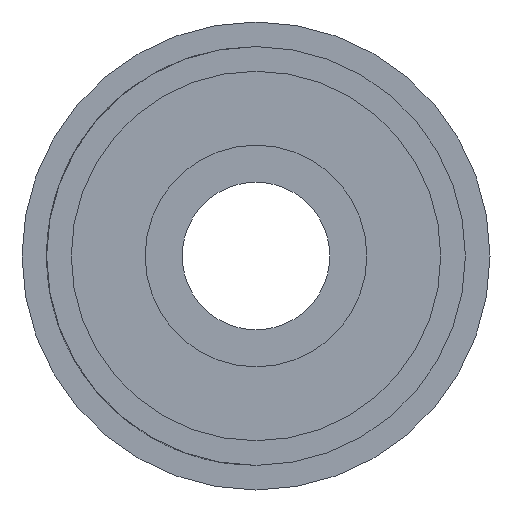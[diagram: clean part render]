
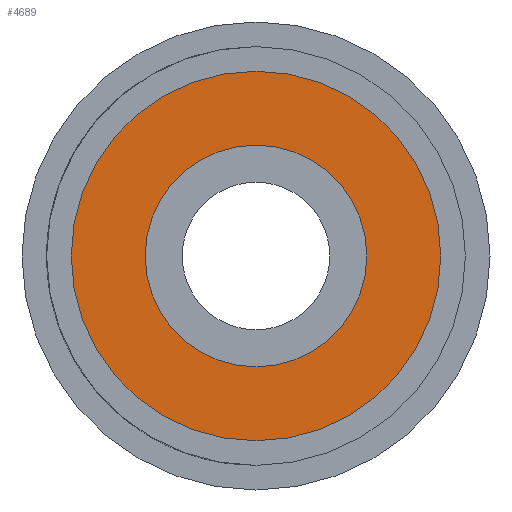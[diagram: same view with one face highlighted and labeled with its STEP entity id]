
A CAD part, left-side view. The second image highlights one B-rep face of the part: STEP entity #4689.
In plain terms, the highlighted planar face has unit normal (-1, 0, 0).
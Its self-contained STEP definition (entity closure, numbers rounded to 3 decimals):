
#178 = EDGE_CURVE ( 'NONE', #8820, #598, #4990, .T. ) ;
#598 = VERTEX_POINT ( 'NONE', #8721 ) ;
#630 = CIRCLE ( 'NONE', #2232, 4.5 ) ;
#707 = FACE_OUTER_BOUND ( 'NONE', #2286, .T. ) ;
#1096 = DIRECTION ( 'NONE',  ( -1., 0., 0. ) ) ;
#1137 = DIRECTION ( 'NONE',  ( -1., 0., 0. ) ) ;
#1536 = PLANE ( 'NONE',  #2808 ) ;
#1844 = DIRECTION ( 'NONE',  ( 0., 0., 1. ) ) ;
#2016 = EDGE_CURVE ( 'NONE', #598, #8820, #6594, .T. ) ;
#2232 = AXIS2_PLACEMENT_3D ( 'NONE', #8107, #3244, #1844 ) ;
#2273 = ORIENTED_EDGE ( 'NONE', *, *, #8666, .F. ) ;
#2286 = EDGE_LOOP ( 'NONE', ( #6105, #3018 ) ) ;
#2808 = AXIS2_PLACEMENT_3D ( 'NONE', #5672, #4287, #2845 ) ;
#2845 = DIRECTION ( 'NONE',  ( 0., 0., -1. ) ) ;
#3018 = ORIENTED_EDGE ( 'NONE', *, *, #2016, .T. ) ;
#3244 = DIRECTION ( 'NONE',  ( -1., 0., 0. ) ) ;
#3267 = CARTESIAN_POINT ( 'NONE',  ( 0., 0., 0. ) ) ;
#3551 = DIRECTION ( 'NONE',  ( 0., 0., 1. ) ) ;
#4028 = CARTESIAN_POINT ( 'NONE',  ( 0., 0., 0. ) ) ;
#4143 = AXIS2_PLACEMENT_3D ( 'NONE', #4480, #1096, #8087 ) ;
#4176 = CARTESIAN_POINT ( 'NONE',  ( 0., 0., 7.5 ) ) ;
#4278 = AXIS2_PLACEMENT_3D ( 'NONE', #4028, #5559, #3551 ) ;
#4287 = DIRECTION ( 'NONE',  ( 1., 0., 0. ) ) ;
#4314 = EDGE_CURVE ( 'NONE', #6676, #8877, #8083, .T. ) ;
#4480 = CARTESIAN_POINT ( 'NONE',  ( 0., 0., 0. ) ) ;
#4689 = ADVANCED_FACE ( 'NONE', ( #6364, #707 ), #1536, .F. ) ;
#4990 = CIRCLE ( 'NONE', #6281, 7.5 ) ;
#5559 = DIRECTION ( 'NONE',  ( -1., 0., 0. ) ) ;
#5672 = CARTESIAN_POINT ( 'NONE',  ( 0., 0., 0. ) ) ;
#6105 = ORIENTED_EDGE ( 'NONE', *, *, #178, .T. ) ;
#6281 = AXIS2_PLACEMENT_3D ( 'NONE', #3267, #1137, #6750 ) ;
#6364 = FACE_BOUND ( 'NONE', #8192, .T. ) ;
#6570 = CARTESIAN_POINT ( 'NONE',  ( 0., 0., -4.5 ) ) ;
#6594 = CIRCLE ( 'NONE', #4278, 7.5 ) ;
#6676 = VERTEX_POINT ( 'NONE', #7390 ) ;
#6750 = DIRECTION ( 'NONE',  ( 0., 0., 1. ) ) ;
#7390 = CARTESIAN_POINT ( 'NONE',  ( 0., 0., 4.5 ) ) ;
#8083 = CIRCLE ( 'NONE', #4143, 4.5 ) ;
#8087 = DIRECTION ( 'NONE',  ( 0., 0., 1. ) ) ;
#8107 = CARTESIAN_POINT ( 'NONE',  ( 0., 0., 0. ) ) ;
#8192 = EDGE_LOOP ( 'NONE', ( #8375, #2273 ) ) ;
#8375 = ORIENTED_EDGE ( 'NONE', *, *, #4314, .F. ) ;
#8666 = EDGE_CURVE ( 'NONE', #8877, #6676, #630, .T. ) ;
#8721 = CARTESIAN_POINT ( 'NONE',  ( 0., 0., -7.5 ) ) ;
#8820 = VERTEX_POINT ( 'NONE', #4176 ) ;
#8877 = VERTEX_POINT ( 'NONE', #6570 ) ;
